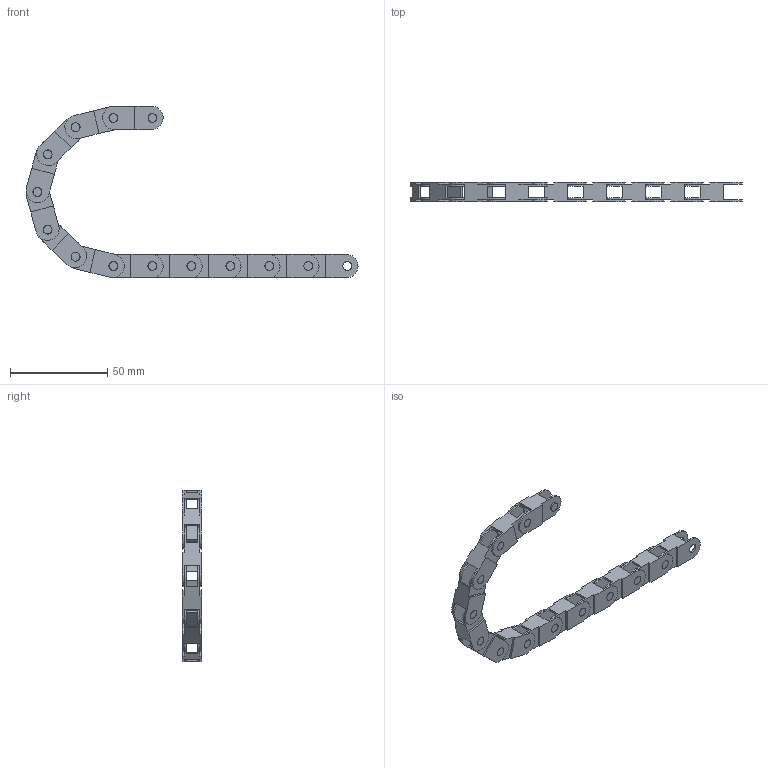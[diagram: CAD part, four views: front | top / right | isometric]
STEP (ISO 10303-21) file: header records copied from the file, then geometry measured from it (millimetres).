
FILE_DESCRIPTION(/* description */ (''),/* implementation_level */ '2;1');
FILE_NAME(/* name */ 'fc17-058_ChainCarrier.iam.step',/* time_stamp */ '2017-01-05T11:54:54-08:00',/* author */ ('Autodesk Inc.'),/* organization */ ('Autodesk Inc.'),/* preprocessor_version */ 'ST-DEVELOPER v16.5',/* originating_system */ 'Autodesk Inventor 2017',/* authorisation */ '');
FILE_SCHEMA (('AUTOMOTIVE_DESIGN { 1 0 10303 214 3 1 1 }'));
Length unit declared in the file: millimetre
Products named in the file (14): fc17-058; 0.26m 05-06-038-0_1; 0.26m 05-06-038-0_2; 0.26m 05-06-038-0_3; 0.26m 05-06-038-0_4; 0.26m 05-06-038-0_5; 0.26m 05-06-038-0_6; 0.26m 05-06-038-0_7; 0.26m 05-06-038-0_8; 0.26m 05-06-038-0_9; 0.26m 05-06-038-0_10; 0.26m 05-06-038-0_11; 0.26m 05-06-038-0_12; 0.26m 05-06-038-0
Assembly tree (13 placements, depth 2):
  fc17-058
    0.26m 05-06-038-0_1
    0.26m 05-06-038-0_2
    0.26m 05-06-038-0_3
    0.26m 05-06-038-0_4
    0.26m 05-06-038-0_5
    0.26m 05-06-038-0_6
    0.26m 05-06-038-0_7
    0.26m 05-06-038-0_8
    0.26m 05-06-038-0_9
    0.26m 05-06-038-0_10
    0.26m 05-06-038-0_11
    0.26m 05-06-038-0_12
    0.26m 05-06-038-0
Bounding box: 170.37 x 10 x 88 mm (x, y, z)
Volume: 12529.5 mm3; surface area: 24038.4 mm2
Topology: 13 solids, 13 shells, 390 faces, 1092 edges, 728 vertices
Faces by surface type: plane 260, cylinder 130
Full cylindrical faces by diameter (mm): 4.5 x26, 4.6 x26
Entity records: 12903 total; most frequent: CARTESIAN_POINT 2185, DIRECTION 2134, ORIENTED_EDGE 2080, EDGE_CURVE 1040, LINE 780, VECTOR 780, VERTEX_POINT 728, AXIS2_PLACEMENT_3D 677
